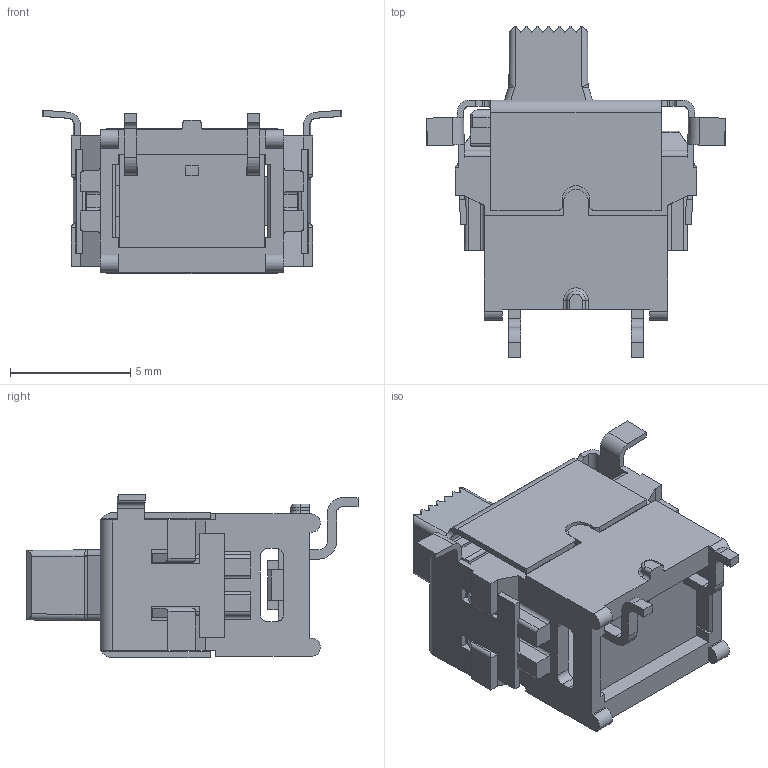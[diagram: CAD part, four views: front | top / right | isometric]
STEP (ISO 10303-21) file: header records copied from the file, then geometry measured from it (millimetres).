
FILE_DESCRIPTION(/* description */ ('STEP AP214'),/* implementation_level */ '2;1');
FILE_NAME(/* name */ 'ES02MSABE',/* time_stamp */ '2025-02-08T22:40:38+01:00',/* author */ ('License CC BY-ND 4.0'),/* organization */ ('CADENAS'),/* preprocessor_version */ 'ST-DEVELOPER v19.3',/* originating_system */ 'PARTsolutions',/* authorisation */ ' ');
FILE_SCHEMA (('AUTOMOTIVE_DESIGN {1 0 10303 214 3 1 1}'));
Length unit declared in the file: inch
Products named in the file (4): ES02MSABE; ES02MSABE_PART1; ES02MSABE_PART2; ES02MSABE_PART3
Assembly tree (3 placements, depth 2):
  ES02MSABE
    ES02MSABE_PART1
    ES02MSABE_PART2
    ES02MSABE_PART3
Bounding box: 12.43 x 13.78 x 6.78 mm (x, y, z)
Volume: 224.6 mm3; surface area: 975.2 mm2
Topology: 3 solids, 3 shells, 517 faces, 1475 edges, 952 vertices
Faces by surface type: plane 371, cylinder 122, torus 14, bspline 8, sphere 2
Full cylindrical faces by diameter (mm): 0.597 x1, 0.711 x1, 1.676 x1
Entity records: 17254 total; most frequent: CARTESIAN_POINT 3589, ORIENTED_EDGE 2938, DIRECTION 2710, EDGE_CURVE 1469, LINE 1170, VECTOR 1170, VERTEX_POINT 949, AXIS2_PLACEMENT_3D 770
